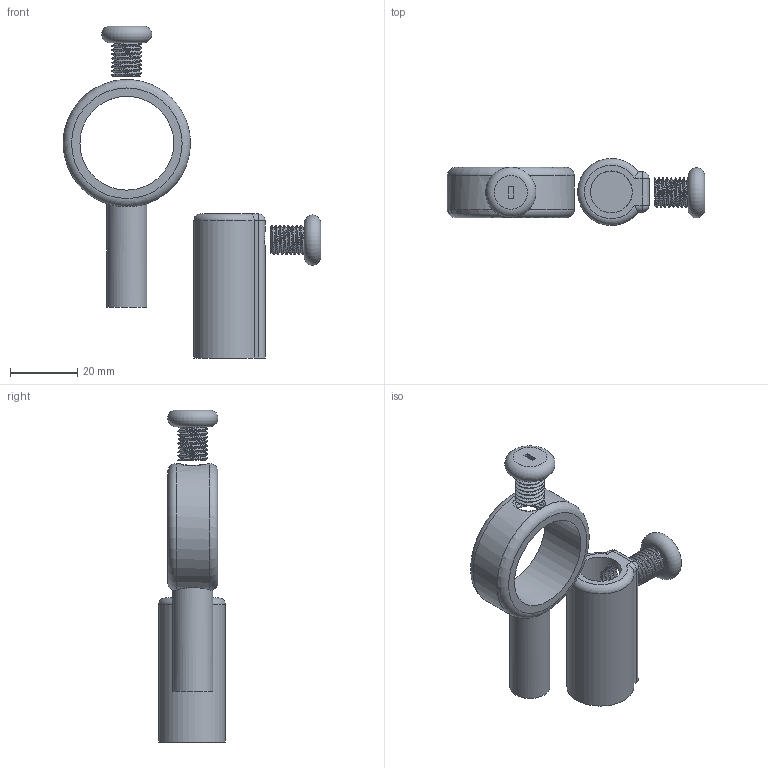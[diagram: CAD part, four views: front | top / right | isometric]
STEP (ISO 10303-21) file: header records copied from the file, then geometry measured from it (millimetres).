
FILE_DESCRIPTION(/* description */ (''),/* implementation_level */ '2;1');
FILE_NAME(/* name */ 'Height-Adjustable Mount.step',/* time_stamp */ '2023-11-25T19:22:40-06:00',/* author */ (''),/* organization */ (''),/* preprocessor_version */ 'ST-DEVELOPER v20',/* originating_system */ 'Autodesk Translation Framework v12.14.0.127',/* authorisation */ '');
FILE_SCHEMA (('AUTOMOTIVE_DESIGN { 1 0 10303 214 3 1 1 }'));
Length unit declared in the file: millimetre
Products named in the file (3): (Unsaved); Breadboard 1.0 v8; Breadboard
Assembly tree (2 placements, depth 3):
  (Unsaved)
    Breadboard 1.0 v8
      Breadboard
Bounding box: 76.91 x 19.96 x 99.1 mm (x, y, z)
Volume: 22606.6 mm3; surface area: 12148.8 mm2
Topology: 4 solids, 4 shells, 122 faces, 326 edges, 215 vertices
Faces by surface type: cylinder 71, plane 30, bspline 14, torus 5, sphere 2
Full cylindrical faces by diameter (mm): 7.446 x4, 8.526 x4, 8.866 x10, 10 x1, 10.198 x5, 12 x1, 12.5 x1, 28 x1
Entity records: 8959 total; most frequent: CARTESIAN_POINT 6206, ORIENTED_EDGE 652, DIRECTION 406, EDGE_CURVE 326, VERTEX_POINT 215, B_SPLINE_CURVE_WITH_KNOTS 189, AXIS2_PLACEMENT_3D 156, EDGE_LOOP 131
